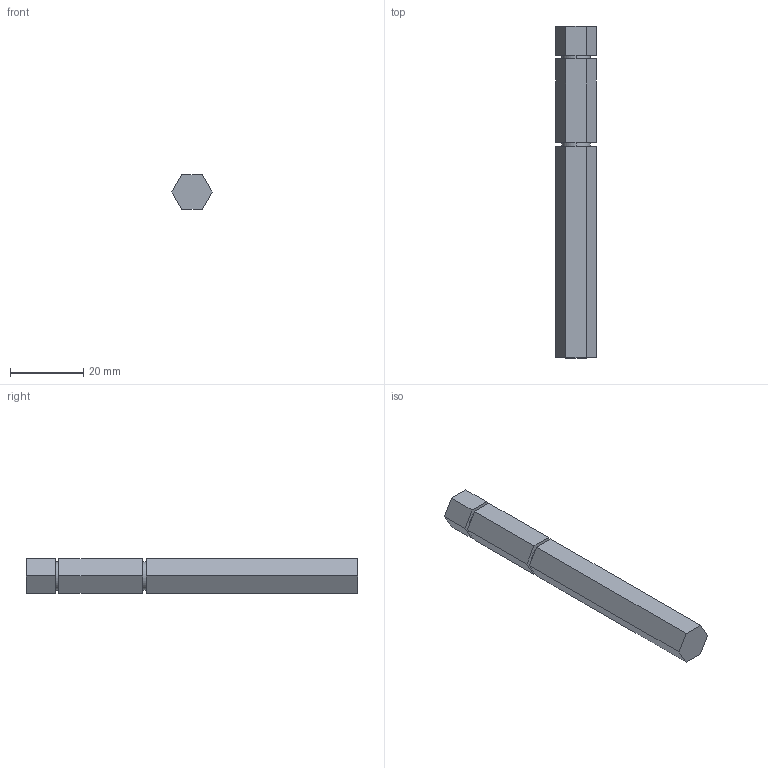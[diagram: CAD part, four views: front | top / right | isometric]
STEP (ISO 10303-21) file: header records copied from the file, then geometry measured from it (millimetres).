
FILE_DESCRIPTION (( 'STEP AP214' ), '1' );
FILE_NAME ('am3021a S&S Hex Output Shaft.STEP', '2016-01-26T14:33:44', ( '' ), ( '' ), 'SwSTEP 2.0', 'SolidWorks 2014', '' );
FILE_SCHEMA (( 'AUTOMOTIVE_DESIGN' ));
Length unit declared in the file: inch
Products named in the file (1): am3021a S&S Hex Output Shaft
Bounding box: 10.98 x 90.37 x 9.51 mm (x, y, z)
Volume: 7018.7 mm3; surface area: 3244.6 mm2
Topology: 1 solids, 1 shells, 28 faces, 66 edges, 44 vertices
Faces by surface type: plane 24, cylinder 4
Entity records: 838 total; most frequent: CARTESIAN_POINT 139, ORIENTED_EDGE 132, DIRECTION 132, EDGE_CURVE 66, LINE 58, VECTOR 58, VERTEX_POINT 44, AXIS2_PLACEMENT_3D 37
